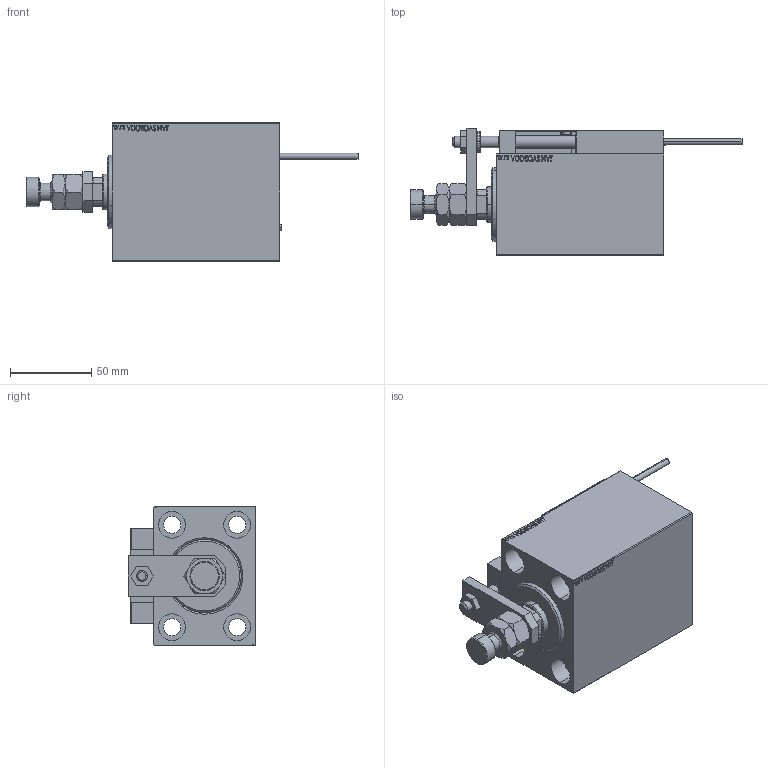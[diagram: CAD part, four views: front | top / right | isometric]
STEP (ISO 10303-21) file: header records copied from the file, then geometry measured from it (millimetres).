
FILE_DESCRIPTION (( 'STEP AP203' ), '1' );
FILE_NAME ('6ca5.STEP', '2022-04-17T03:24:42', ( '' ), ( '' ), 'SwSTEP 2.0', 'SolidWorks 2019', '' );
FILE_SCHEMA (( 'CONFIG_CONTROL_DESIGN' ));
Length unit declared in the file: millimetre
Products named in the file (16): V450CM_C_Body c49fb923a03c5dd4f202553bf4c64100; V450CM_C_VCP c49fb923a03c5dd4f202553bf4c64100; ALLEN BOLT D5 c49fb923a03c5dd4f202553bf4c64100; TYC_L79 c49fb923a03c5dd4f202553bf4c64100; SWITCH DIM B,W c49fb923a03c5dd4f202553bf4c64100; 6ca5; X_Y_MFA c49fb923a03c5dd4f202553bf4c64100; MAGNET c49fb923a03c5dd4f202553bf4c64100; NUT_D12 c49fb923a03c5dd4f202553bf4c64100; KONCOVKA c49fb923a03c5dd4f202553bf4c64100; SWITCH_X_FRONT_BACK c49fb923a03c5dd4f202553bf4c64100; Block c49fb923a03c5dd4f202553bf4c64100; ZARAZKA c49fb923a03c5dd4f202553bf4c64100; ALLEN BOLT D8 c49fb923a03c5dd4f202553bf4c64100; V450CM_VC_B c49fb923a03c5dd4f202553bf4c64100; SWITCH X c49fb923a03c5dd4f202553bf4c64100
Assembly tree (25 placements, depth 3):
  6ca5
    V450CM_C_Body c49fb923a03c5dd4f202553bf4c64100
    SWITCH X c49fb923a03c5dd4f202553bf4c64100
      SWITCH_X_FRONT_BACK c49fb923a03c5dd4f202553bf4c64100  x2
      TYC_L79 c49fb923a03c5dd4f202553bf4c64100
      Block c49fb923a03c5dd4f202553bf4c64100  x2
      ALLEN BOLT D5 c49fb923a03c5dd4f202553bf4c64100  x4
      ALLEN BOLT D8 c49fb923a03c5dd4f202553bf4c64100  x4
      MAGNET c49fb923a03c5dd4f202553bf4c64100  x2
      KONCOVKA c49fb923a03c5dd4f202553bf4c64100  x2
    NUT_D12 c49fb923a03c5dd4f202553bf4c64100
    SWITCH DIM B,W c49fb923a03c5dd4f202553bf4c64100
    ZARAZKA c49fb923a03c5dd4f202553bf4c64100
    V450CM_C_VCP c49fb923a03c5dd4f202553bf4c64100
    V450CM_VC_B c49fb923a03c5dd4f202553bf4c64100
    X_Y_MFA c49fb923a03c5dd4f202553bf4c64100
Bounding box: 204 x 78.5 x 85 mm (x, y, z)
Volume: 530905.3 mm3; surface area: 109685.6 mm2
Topology: 24 solids, 24 shells, 1330 faces, 3162 edges, 2013 vertices
Faces by surface type: plane 576, bspline 380, cylinder 188, cone 134, torus 48, sphere 4
Entity records: 51704 total; most frequent: CARTESIAN_POINT 26431, ORIENTED_EDGE 5344, DIRECTION 3640, EDGE_CURVE 2672, VERTEX_POINT 1737, LINE 1500, VECTOR 1500, EDGE_LOOP 1241
